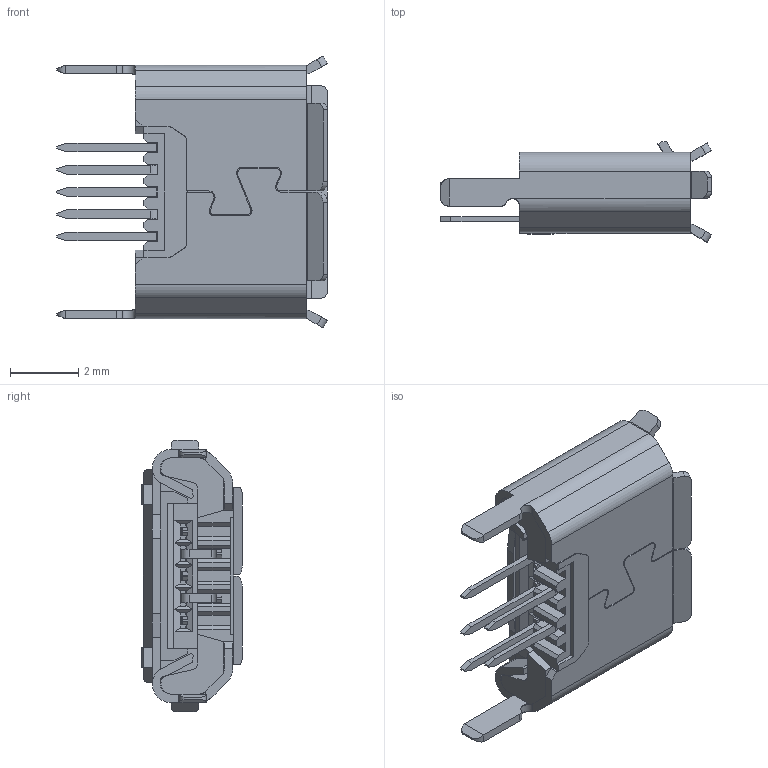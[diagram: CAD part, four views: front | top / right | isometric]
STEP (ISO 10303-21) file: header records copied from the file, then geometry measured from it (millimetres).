
FILE_DESCRIPTION (( 'STEP AP203' ), '1' );
FILE_NAME ('USB3131-30-0230-A_revA.STEP', '2014-09-17T12:26:50', ( '' ), ( '' ), 'SwSTEP 2.0', 'SolidWorks 2010', '' );
FILE_SCHEMA (( 'CONFIG_CONTROL_DESIGN' ));
Length unit declared in the file: millimetre
Products named in the file (8): MSBR-7; USB3131-30-0230-A_revA; MSBR-6; MSBR-2; MSBR-5; MSBR-3; MSBR-4; MSBR-1
Assembly tree (7 placements, depth 2):
  USB3131-30-0230-A_revA
    MSBR-3
    MSBR-4
    MSBR-6
    MSBR-5
    MSBR-7
    MSBR-1
    MSBR-2
Bounding box: 7.91 x 2.93 x 7.95 mm (x, y, z)
Volume: 40.9 mm3; surface area: 322.4 mm2
Topology: 7 solids, 7 shells, 644 faces, 1756 edges, 1112 vertices
Faces by surface type: plane 482, cylinder 152, bspline 10
Entity records: 21190 total; most frequent: CARTESIAN_POINT 3988, ORIENTED_EDGE 3504, DIRECTION 3284, EDGE_CURVE 1752, VECTOR 1428, LINE 1428, VERTEX_POINT 1112, AXIS2_PLACEMENT_3D 928
